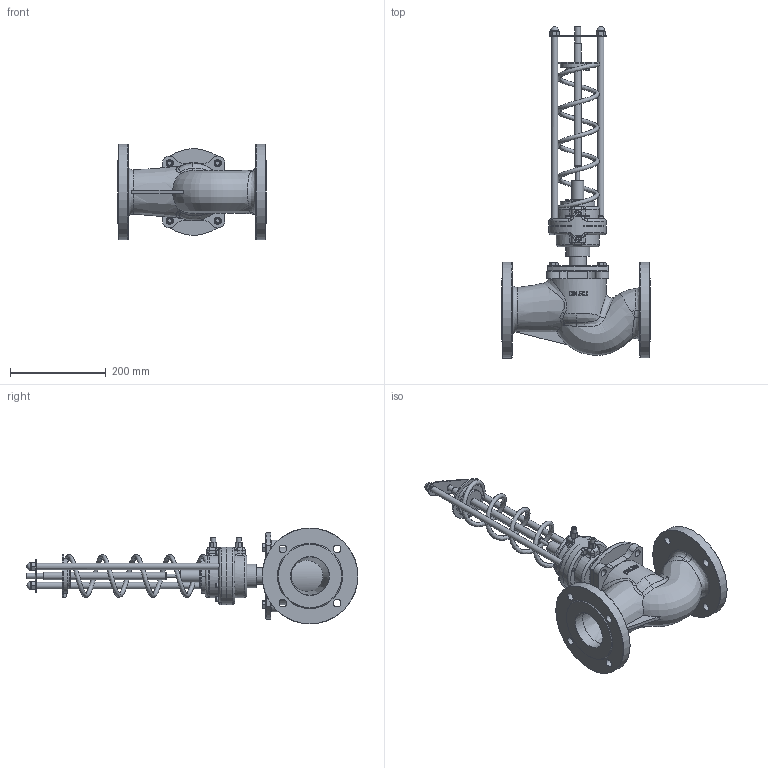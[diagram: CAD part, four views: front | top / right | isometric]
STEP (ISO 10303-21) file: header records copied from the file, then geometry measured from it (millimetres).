
FILE_DESCRIPTION(/* description */ (''),/* implementation_level */ '2;1');
FILE_NAME(/* name */ 'DN80_3D_STEP.stp',/* time_stamp */ '2024-04-25T13:20:36+03:00',/* author */ ('igorr'),/* organization */ (''),/* preprocessor_version */ 'ST-DEVELOPER v19.2',/* originating_system */ 'Autodesk Inventor 2023',/* authorisation */ '');
FILE_SCHEMA (('AUTOMOTIVE_DESIGN { 1 0 10303 214 3 1 1 }'));
Length unit declared in the file: millimetre
Products named in the file (6): Сборка; Деталь2; Деталь1; AS 1110 - M10 x 16; AS 1420 - 1973 - M6 x 10; CNS 4473 - M 10
Assembly tree (14 placements, depth 2):
  Сборка
    Деталь2
    Деталь1
    AS 1110 - M10 x 16  x4
    AS 1420 - 1973 - M6 x 10  x6
    CNS 4473 - M 10  x2
Bounding box: 310 x 692 x 200 mm (x, y, z)
Volume: 4275821.7 mm3; surface area: 574306 mm2
Topology: 14 solids, 15 shells, 583 faces, 1446 edges, 915 vertices
Faces by surface type: plane 254, cylinder 148, cone 78, bspline 61, torus 32, sphere 10
Full cylindrical faces by diameter (mm): 4.49 x2, 4.902 x1, 6 x6, 7 x17, 8 x1, 8.376 x2, 9.994 x2, 10 x10, 11 x4, 12 x2, 13.036 x1, 13.497 x1, 15 x6, 16 x14, 25 x1, 35 x1, 50 x3, 72 x1, 80 x2, 90 x2, 120 x1, 200 x2
Entity records: 20118 total; most frequent: CARTESIAN_POINT 9637, ORIENTED_EDGE 2096, DIRECTION 1986, EDGE_CURVE 1048, AXIS2_PLACEMENT_3D 815, VERTEX_POINT 672, EDGE_LOOP 502, CIRCLE 412
